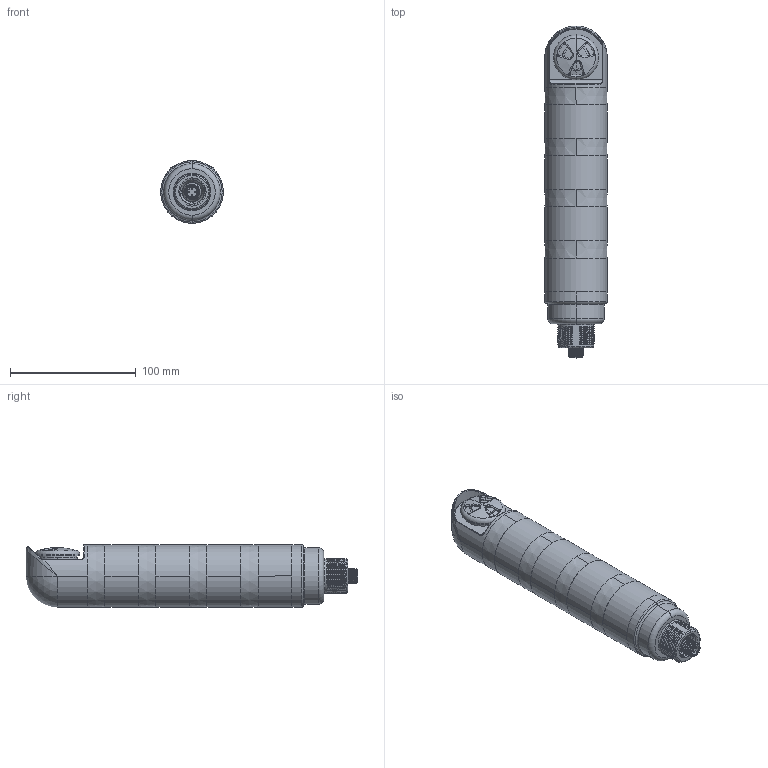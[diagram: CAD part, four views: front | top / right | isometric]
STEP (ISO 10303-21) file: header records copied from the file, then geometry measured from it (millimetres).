
FILE_DESCRIPTION((''),'2;1');
FILE_NAME('154240_SM01_ASM','2025-06-06T13:51:17',('banengservice'),('BANNER ENGINEERING'),'CREO PARAMETRIC BY PTC INC, 2022414','CREO PARAMETRIC BY PTC INC, 2022414','');
FILE_SCHEMA(('CONFIG_CONTROL_DESIGN'));
Products named in the file (2): 154240_EP01; 154240_SM01_ASM
Assembly tree (1 placements, depth 2):
  154240_SM01_ASM
    154240_EP01
Bounding box: 50 x 264.5 x 50 mm (x, y, z)
Volume: 447711.4 mm3; surface area: 47871.8 mm2
Topology: 1 solids, 1 shells, 381 faces, 977 edges, 612 vertices
Faces by surface type: bspline 130, cylinder 128, plane 41, torus 27, extrusion 25, cone 17, sphere 10, revolution 3
Entity records: 41488 total; most frequent: CARTESIAN_POINT 33329, ORIENTED_EDGE 1932, DIRECTION 1283, EDGE_CURVE 966, VERTEX_POINT 610, AXIS2_PLACEMENT_3D 491, B_SPLINE_CURVE_WITH_KNOTS 456, EDGE_LOOP 406
